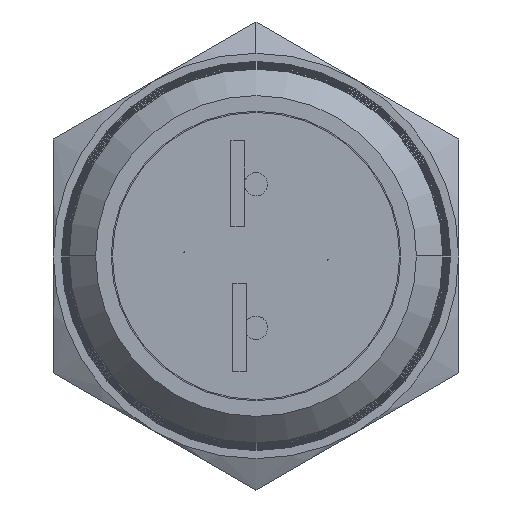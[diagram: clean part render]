
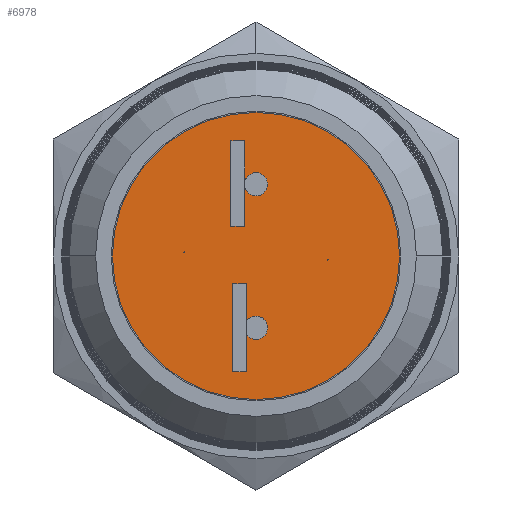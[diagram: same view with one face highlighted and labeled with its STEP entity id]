
A CAD part, front view. The second image highlights one B-rep face of the part: STEP entity #6978.
In plain terms, the highlighted planar face has unit normal (0, -1, 0).
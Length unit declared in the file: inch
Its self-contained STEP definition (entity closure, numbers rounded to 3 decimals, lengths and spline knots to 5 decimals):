
#329 = EDGE_CURVE ( 'NONE', #4901, #4889, #5960, .T. ) ;
#333 = EDGE_CURVE ( 'NONE', #4873, #4912, #5951, .T. ) ;
#367 = EDGE_CURVE ( 'NONE', #4922, #4924, #5907, .T. ) ;
#377 = EDGE_CURVE ( 'NONE', #4908, #4936, #5896, .T. ) ;
#383 = EDGE_CURVE ( 'NONE', #4945, #4943, #5890, .T. ) ;
#464 = EDGE_CURVE ( 'NONE', #4943, #4945, #5761, .T. ) ;
#465 = EDGE_CURVE ( 'NONE', #4936, #4908, #5759, .T. ) ;
#470 = EDGE_CURVE ( 'NONE', #4889, #4901, #5750, .T. ) ;
#471 = EDGE_CURVE ( 'NONE', #4912, #4873, #5751, .T. ) ;
#472 = EDGE_CURVE ( 'NONE', #4924, #4922, #5748, .T. ) ;
#926 = DIRECTION ( 'NONE',  ( 1., 0., 0. ) ) ;
#927 = DIRECTION ( 'NONE',  ( 0., -1., 0. ) ) ;
#928 = CARTESIAN_POINT ( 'NONE',  ( 0., -2.23198, -0.155 ) ) ;
#948 = DIRECTION ( 'NONE',  ( 1., 0., 0. ) ) ;
#949 = DIRECTION ( 'NONE',  ( 0., -1., 0. ) ) ;
#950 = CARTESIAN_POINT ( 'NONE',  ( 0., -2.23198, 0.155 ) ) ;
#993 = DIRECTION ( 'NONE',  ( 0., 0., -1. ) ) ;
#996 = DIRECTION ( 'NONE',  ( 0., 1., 0. ) ) ;
#997 = CARTESIAN_POINT ( 'NONE',  ( 0., -2.23198, 0. ) ) ;
#1139 = DIRECTION ( 'NONE',  ( 0., 0., 1. ) ) ;
#1140 = DIRECTION ( 'NONE',  ( 0., 1., 0. ) ) ;
#1141 = CARTESIAN_POINT ( 'NONE',  ( 0.1548, -2.23198, -0.00782 ) ) ;
#1151 = DIRECTION ( 'NONE',  ( 0., 0., 1. ) ) ;
#1152 = DIRECTION ( 'NONE',  ( 0., 1., 0. ) ) ;
#1153 = CARTESIAN_POINT ( 'NONE',  ( -0.1548, -2.23198, 0.00782 ) ) ;
#1711 = CARTESIAN_POINT ( 'NONE',  ( 0.1548, -2.23198, -0.00882 ) ) ;
#1727 = CARTESIAN_POINT ( 'NONE',  ( -0.1548, -2.23198, 0.00882 ) ) ;
#1739 = CARTESIAN_POINT ( 'NONE',  ( -0.1548, -2.23198, 0.00682 ) ) ;
#1746 = CARTESIAN_POINT ( 'NONE',  ( 0.025, -2.23198, 0.155 ) ) ;
#1750 = CARTESIAN_POINT ( 'NONE',  ( 0.1548, -2.23198, -0.00682 ) ) ;
#1760 = CARTESIAN_POINT ( 'NONE',  ( 0., -2.23198, 0.31 ) ) ;
#1762 = CARTESIAN_POINT ( 'NONE',  ( 0., -2.23198, -0.31 ) ) ;
#1774 = CARTESIAN_POINT ( 'NONE',  ( -0.025, -2.23198, 0.155 ) ) ;
#1781 = CARTESIAN_POINT ( 'NONE',  ( -0.025, -2.23198, -0.155 ) ) ;
#1783 = CARTESIAN_POINT ( 'NONE',  ( 0.025, -2.23198, -0.155 ) ) ;
#2624 = PLANE ( 'NONE',  #5400 ) ;
#2626 = FACE_BOUND ( 'NONE', #4681, .T. ) ;
#2627 = FACE_BOUND ( 'NONE', #4698, .T. ) ;
#2629 = FACE_BOUND ( 'NONE', #4690, .T. ) ;
#2630 = CARTESIAN_POINT ( 'NONE',  ( 0., -2.23198, 0. ) ) ;
#2631 = FACE_BOUND ( 'NONE', #4699, .T. ) ;
#2633 = FACE_OUTER_BOUND ( 'NONE', #4700, .T. ) ;
#2634 = DIRECTION ( 'NONE',  ( 0., 1., 0. ) ) ;
#2635 = DIRECTION ( 'NONE',  ( 0., 0., 1. ) ) ;
#3725 = ORIENTED_EDGE ( 'NONE', *, *, #377, .F. ) ;
#3726 = ORIENTED_EDGE ( 'NONE', *, *, #465, .F. ) ;
#3727 = ORIENTED_EDGE ( 'NONE', *, *, #470, .T. ) ;
#3728 = ORIENTED_EDGE ( 'NONE', *, *, #329, .T. ) ;
#3729 = ORIENTED_EDGE ( 'NONE', *, *, #471, .T. ) ;
#3730 = ORIENTED_EDGE ( 'NONE', *, *, #333, .T. ) ;
#3731 = ORIENTED_EDGE ( 'NONE', *, *, #472, .F. ) ;
#3732 = ORIENTED_EDGE ( 'NONE', *, *, #367, .F. ) ;
#3733 = ORIENTED_EDGE ( 'NONE', *, *, #383, .F. ) ;
#3734 = ORIENTED_EDGE ( 'NONE', *, *, #464, .F. ) ;
#3811 = CARTESIAN_POINT ( 'NONE',  ( 0., -2.23198, -0.155 ) ) ;
#3812 = DIRECTION ( 'NONE',  ( 0., -1., 0. ) ) ;
#3813 = DIRECTION ( 'NONE',  ( 1., 0., 0. ) ) ;
#3815 = CARTESIAN_POINT ( 'NONE',  ( 0., -2.23198, 0.155 ) ) ;
#3816 = DIRECTION ( 'NONE',  ( 0., -1., 0. ) ) ;
#3817 = DIRECTION ( 'NONE',  ( 1., 0., 0. ) ) ;
#3832 = CARTESIAN_POINT ( 'NONE',  ( -0.1548, -2.23198, 0.00782 ) ) ;
#3833 = DIRECTION ( 'NONE',  ( 0., 1., 0. ) ) ;
#3834 = DIRECTION ( 'NONE',  ( 0., 0., 1. ) ) ;
#3836 = CARTESIAN_POINT ( 'NONE',  ( 0.1548, -2.23198, -0.00782 ) ) ;
#3837 = DIRECTION ( 'NONE',  ( 0., 1., 0. ) ) ;
#3838 = DIRECTION ( 'NONE',  ( 0., 0., 1. ) ) ;
#3839 = CARTESIAN_POINT ( 'NONE',  ( 0., -2.23198, 0. ) ) ;
#3840 = DIRECTION ( 'NONE',  ( 0., 1., 0. ) ) ;
#3841 = DIRECTION ( 'NONE',  ( 0., 0., -1. ) ) ;
#4681 = EDGE_LOOP ( 'NONE', ( #3733, #3734 ) ) ;
#4690 = EDGE_LOOP ( 'NONE', ( #3727, #3728 ) ) ;
#4698 = EDGE_LOOP ( 'NONE', ( #3725, #3726 ) ) ;
#4699 = EDGE_LOOP ( 'NONE', ( #3729, #3730 ) ) ;
#4700 = EDGE_LOOP ( 'NONE', ( #3731, #3732 ) ) ;
#4873 = VERTEX_POINT ( 'NONE', #1711 ) ;
#4889 = VERTEX_POINT ( 'NONE', #1727 ) ;
#4901 = VERTEX_POINT ( 'NONE', #1739 ) ;
#4908 = VERTEX_POINT ( 'NONE', #1746 ) ;
#4912 = VERTEX_POINT ( 'NONE', #1750 ) ;
#4922 = VERTEX_POINT ( 'NONE', #1760 ) ;
#4924 = VERTEX_POINT ( 'NONE', #1762 ) ;
#4936 = VERTEX_POINT ( 'NONE', #1774 ) ;
#4943 = VERTEX_POINT ( 'NONE', #1781 ) ;
#4945 = VERTEX_POINT ( 'NONE', #1783 ) ;
#5400 = AXIS2_PLACEMENT_3D ( 'NONE', #2630, #2634, #2635 ) ;
#5745 = AXIS2_PLACEMENT_3D ( 'NONE', #3839, #3840, #3841 ) ;
#5747 = AXIS2_PLACEMENT_3D ( 'NONE', #3836, #3837, #3838 ) ;
#5748 = CIRCLE ( 'NONE', #5745, 0.31 ) ;
#5749 = AXIS2_PLACEMENT_3D ( 'NONE', #3832, #3833, #3834 ) ;
#5750 = CIRCLE ( 'NONE', #5749, 0.001 ) ;
#5751 = CIRCLE ( 'NONE', #5747, 0.001 ) ;
#5756 = AXIS2_PLACEMENT_3D ( 'NONE', #3815, #3816, #3817 ) ;
#5758 = AXIS2_PLACEMENT_3D ( 'NONE', #3811, #3812, #3813 ) ;
#5759 = CIRCLE ( 'NONE', #5756, 0.025 ) ;
#5761 = CIRCLE ( 'NONE', #5758, 0.025 ) ;
#5880 = AXIS2_PLACEMENT_3D ( 'NONE', #928, #927, #926 ) ;
#5889 = AXIS2_PLACEMENT_3D ( 'NONE', #950, #949, #948 ) ;
#5890 = CIRCLE ( 'NONE', #5880, 0.025 ) ;
#5896 = CIRCLE ( 'NONE', #5889, 0.025 ) ;
#5904 = AXIS2_PLACEMENT_3D ( 'NONE', #997, #996, #993 ) ;
#5907 = CIRCLE ( 'NONE', #5904, 0.31 ) ;
#5947 = AXIS2_PLACEMENT_3D ( 'NONE', #1141, #1140, #1139 ) ;
#5951 = CIRCLE ( 'NONE', #5947, 0.001 ) ;
#5953 = AXIS2_PLACEMENT_3D ( 'NONE', #1153, #1152, #1151 ) ;
#5960 = CIRCLE ( 'NONE', #5953, 0.001 ) ;
#6978 = ADVANCED_FACE ( 'NONE', ( #2627, #2629, #2631, #2633, #2626 ), #2624, .F. ) ;
